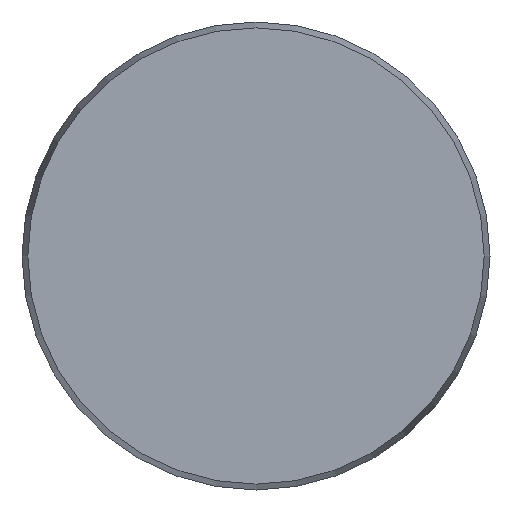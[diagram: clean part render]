
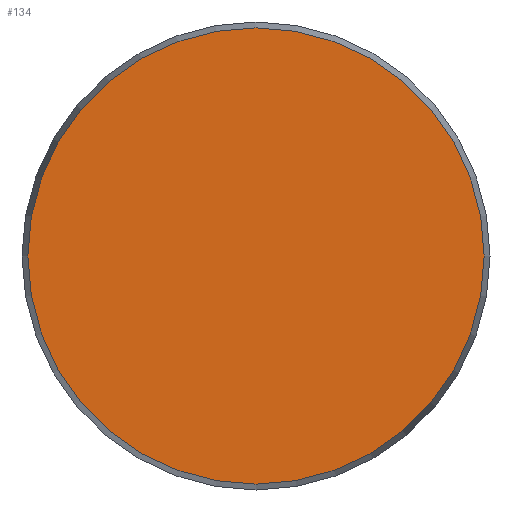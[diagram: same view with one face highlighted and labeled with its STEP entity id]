
A CAD part, front view. The second image highlights one B-rep face of the part: STEP entity #134.
In plain terms, the highlighted planar face has unit normal (0, -1, 0).
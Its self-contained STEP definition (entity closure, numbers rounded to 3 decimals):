
#134 = ADVANCED_FACE( '', ( #282 ), #283, .F. );
#282 = FACE_OUTER_BOUND( '', #435, .T. );
#283 = PLANE( '', #436 );
#435 = EDGE_LOOP( '', ( #768 ) );
#436 = AXIS2_PLACEMENT_3D( '', #769, #770, #771 );
#768 = ORIENTED_EDGE( '', *, *, #930, .T. );
#769 = CARTESIAN_POINT( '', ( 48.75, 0., 0. ) );
#770 = DIRECTION( '', ( 0., 1., 0. ) );
#771 = DIRECTION( '', ( 0., 0., 1. ) );
#930 = EDGE_CURVE( '', #1104, #1104, #1105, .T. );
#1104 = VERTEX_POINT( '', #1431 );
#1105 = CIRCLE( '', #1432, 48.75 );
#1431 = CARTESIAN_POINT( '', ( 0., 0., -48.75 ) );
#1432 = AXIS2_PLACEMENT_3D( '', #1599, #1600, #1601 );
#1599 = CARTESIAN_POINT( '', ( 0., 0., 0. ) );
#1600 = DIRECTION( '', ( 0., -1., 0. ) );
#1601 = DIRECTION( '', ( 0., 0., -1. ) );
